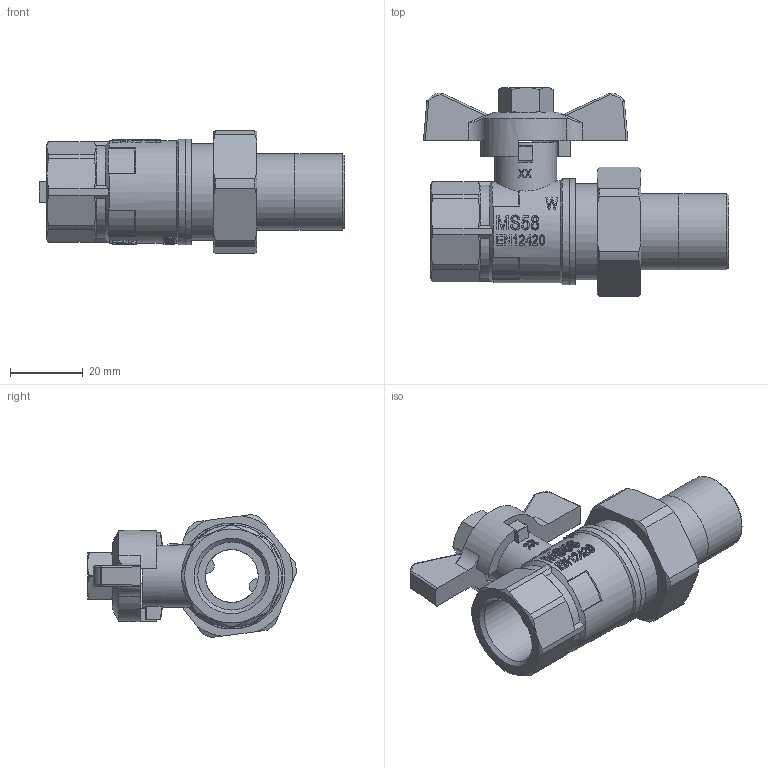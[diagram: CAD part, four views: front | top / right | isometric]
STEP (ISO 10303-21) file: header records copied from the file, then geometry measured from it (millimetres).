
FILE_DESCRIPTION(/* description */ ('Unknown'),/* implementation_level */ '2;1');
FILE_NAME(/* name */ '703-04',/* time_stamp */ '2022-06-20T10:18:06+02:00',/* author */ ('Unknown'),/* organization */ ('Unknown'),/* preprocessor_version */ 'ST-DEVELOPER v16.7',/* originating_system */ 'Solid Edge',/* authorisation */ 'Unknown');
FILE_SCHEMA (('AUTOMOTIVE_DESIGN {1 0 10303 214 3 1 1}'));
Length unit declared in the file: millimetre
Products named in the file (14): 703-04; 600-1_2-Mutter.2; 703-1_2_ Verschraubung 1_2_郻M 3_4; 703-1_2 郻M; 703-1_2 Stütze; 703-1_2 Dichtung; Fl_gelgriff-1_4-3_4; 600-1_2-Mutter; 707-45-Einschraubteil; 600-1_2-Kvrper
Assembly tree (13 placements, depth 3):
  703-04
    600-1_2-Mutter.2
      600-1_2-Mutter.2
    703-1_2_ Verschraubung 1_2_郻M 3_4
      703-1_2 郻M
      703-1_2 Stütze
      703-1_2 Dichtung
    Fl_gelgriff-1_4-3_4
      Fl_gelgriff-1_4-3_4
    600-1_2-Mutter
      600-1_2-Mutter
    707-45-Einschraubteil
    600-1_2-Kvrper
      600-1_2-Kvrper
Bounding box: 83.6 x 57.22 x 33.73 mm (x, y, z)
Volume: 32730.4 mm3; surface area: 23778.2 mm2
Topology: 8 solids, 8 shells, 1194 faces, 3328 edges, 2203 vertices
Faces by surface type: plane 987, cylinder 122, cone 62, bspline 14, sphere 8, torus 1
Full cylindrical faces by diameter (mm): 6.75 x2, 9.1 x1, 10.8 x1, 12.5 x1, 14.5 x2, 15 x2, 16 x1, 17 x1, 18.5 x1, 18.631 x2, 19.2 x2, 20.955 x2, 21.2 x1, 23.5 x1, 23.6 x1, 24 x1, 24.117 x1, 25 x1, 25.5 x1, 26.441 x1, 28 x1, 29 x2
Entity records: 50592 total; most frequent: CARTESIAN_POINT 10926, DIRECTION 7328, ORIENTED_EDGE 6510, EDGE_CURVE 3255, AXIS2_PLACEMENT_3D 3028, VERTEX_POINT 2183, ELLIPSE 1438, EDGE_LOOP 1318
